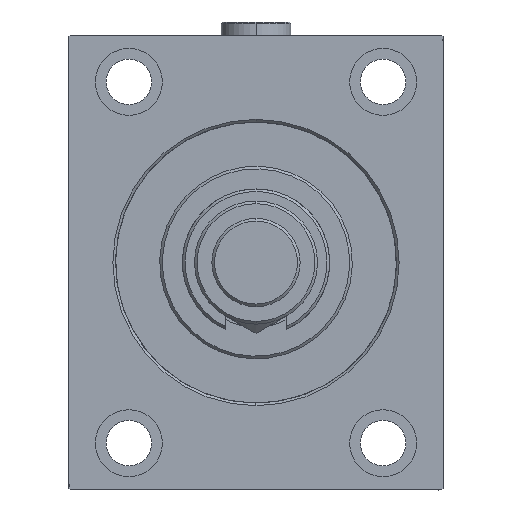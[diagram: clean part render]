
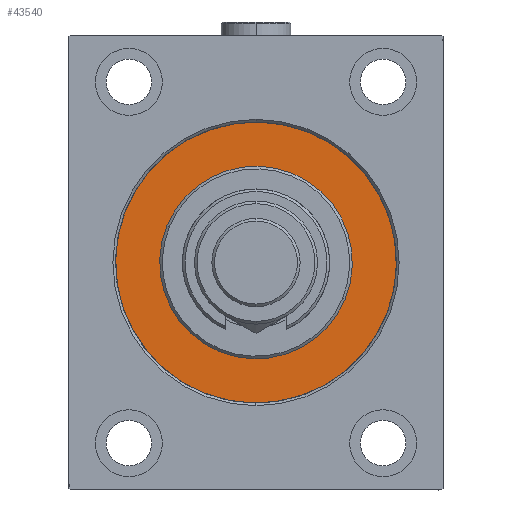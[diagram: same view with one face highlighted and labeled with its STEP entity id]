
A CAD part, left-side view. The second image highlights one B-rep face of the part: STEP entity #43540.
In plain terms, the highlighted face is planar.
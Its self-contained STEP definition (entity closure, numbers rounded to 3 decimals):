
#885 = DIRECTION ( 'NONE',  ( 1., 0., 0. ) ) ;
#3591 = FACE_OUTER_BOUND ( 'NONE', #42048, .T. ) ;
#4580 = EDGE_CURVE ( 'NONE', #44157, #44000, #24294, .T. ) ;
#4921 = DIRECTION ( 'NONE',  ( 1., 0., 0. ) ) ;
#6755 = PLANE ( 'NONE',  #27492 ) ;
#10250 = EDGE_CURVE ( 'NONE', #43127, #20780, #17433, .T. ) ;
#10358 = AXIS2_PLACEMENT_3D ( 'NONE', #37208, #18745, #33562 ) ;
#11982 = CARTESIAN_POINT ( 'NONE',  ( 0., 0., 0. ) ) ;
#12187 = CARTESIAN_POINT ( 'NONE',  ( 0., 0., -36. ) ) ;
#15480 = CARTESIAN_POINT ( 'NONE',  ( 0., 0., 0. ) ) ;
#15699 = CIRCLE ( 'NONE', #42825, 52.5 ) ;
#16398 = EDGE_CURVE ( 'NONE', #20780, #43127, #16834, .T. ) ;
#16531 = ORIENTED_EDGE ( 'NONE', *, *, #33019, .F. ) ;
#16834 = CIRCLE ( 'NONE', #23803, 36. ) ;
#17433 = CIRCLE ( 'NONE', #39924, 36. ) ;
#17906 = CARTESIAN_POINT ( 'NONE',  ( 0., 0., 36. ) ) ;
#18745 = DIRECTION ( 'NONE',  ( -1., 0., 0. ) ) ;
#19977 = CARTESIAN_POINT ( 'NONE',  ( 0., 0., 52.5 ) ) ;
#20780 = VERTEX_POINT ( 'NONE', #17906 ) ;
#22566 = DIRECTION ( 'NONE',  ( -1., 0., 0. ) ) ;
#23803 = AXIS2_PLACEMENT_3D ( 'NONE', #11982, #4921, #30925 ) ;
#24294 = CIRCLE ( 'NONE', #10358, 52.5 ) ;
#26179 = DIRECTION ( 'NONE',  ( -1., 0., 0. ) ) ;
#27492 = AXIS2_PLACEMENT_3D ( 'NONE', #44167, #26179, #29823 ) ;
#29222 = ORIENTED_EDGE ( 'NONE', *, *, #16398, .F. ) ;
#29260 = EDGE_LOOP ( 'NONE', ( #29222, #39837 ) ) ;
#29823 = DIRECTION ( 'NONE',  ( 0., 0., 1. ) ) ;
#30925 = DIRECTION ( 'NONE',  ( 0., 0., -1. ) ) ;
#30998 = DIRECTION ( 'NONE',  ( 0., 0., -1. ) ) ;
#33019 = EDGE_CURVE ( 'NONE', #44000, #44157, #15699, .T. ) ;
#33562 = DIRECTION ( 'NONE',  ( 0., 0., 1. ) ) ;
#34689 = DIRECTION ( 'NONE',  ( 0., 0., 1. ) ) ;
#36638 = FACE_BOUND ( 'NONE', #29260, .T. ) ;
#37208 = CARTESIAN_POINT ( 'NONE',  ( 0., 0., 0. ) ) ;
#37869 = CARTESIAN_POINT ( 'NONE',  ( 0., 0., 0. ) ) ;
#39598 = ORIENTED_EDGE ( 'NONE', *, *, #4580, .F. ) ;
#39837 = ORIENTED_EDGE ( 'NONE', *, *, #10250, .F. ) ;
#39924 = AXIS2_PLACEMENT_3D ( 'NONE', #15480, #885, #30998 ) ;
#42048 = EDGE_LOOP ( 'NONE', ( #39598, #16531 ) ) ;
#42825 = AXIS2_PLACEMENT_3D ( 'NONE', #37869, #22566, #34689 ) ;
#43127 = VERTEX_POINT ( 'NONE', #12187 ) ;
#43540 = ADVANCED_FACE ( 'NONE', ( #36638, #3591 ), #6755, .F. ) ;
#44000 = VERTEX_POINT ( 'NONE', #19977 ) ;
#44157 = VERTEX_POINT ( 'NONE', #44709 ) ;
#44167 = CARTESIAN_POINT ( 'NONE',  ( 0., 0., 0. ) ) ;
#44709 = CARTESIAN_POINT ( 'NONE',  ( 0., 0., -52.5 ) ) ;
